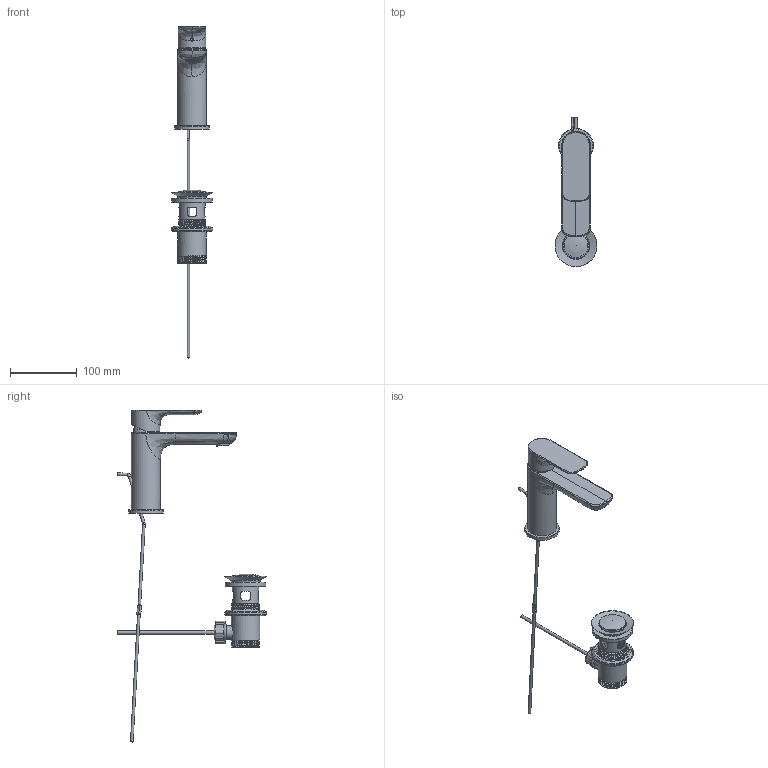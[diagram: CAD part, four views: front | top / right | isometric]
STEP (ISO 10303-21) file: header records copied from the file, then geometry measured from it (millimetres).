
FILE_DESCRIPTION(/* description */ ('Unknown'),/* implementation_level */ '2;1');
FILE_NAME(/* name */ 'TVW104004000 TVW104003000',/* time_stamp */ '2024-05-14T10:16:30+02:00',/* author */ ('Unknown'),/* organization */ ('Unknown'),/* preprocessor_version */ 'ST-DEVELOPER v16.7',/* originating_system */ 'Solid Edge',/* authorisation */ 'Unknown');
FILE_SCHEMA (('AUTOMOTIVE_DESIGN {1 0 10303 214 3 1 1}'));
Length unit declared in the file: millimetre
Products named in the file (17): 639900_2; 639999_1; 639895_1_oa_0; 639894_B; 639333_1; 639998_A; 632614_1; 632614-1_1; 632614-2_1; 632614-3_1; 632614-4_1; 632614-5_1; 639270_1; 639288_1; 639288-1_1; 639288-2_1; 639344_3
Assembly tree (16 placements, depth 3):
  639900_2
    639999_1
    639895_1_oa_0
      639894_B
    639333_1
    639998_A
    632614_1
      632614-1_1
      632614-2_1
      632614-3_1
      632614-4_1
      632614-5_1
    639270_1
    639288_1
      639288-1_1
      639288-2_1
    639344_3
Bounding box: 63 x 224.28 x 499.18 mm (x, y, z)
Volume: 350054.5 mm3; surface area: 122614.9 mm2
Topology: 13 solids, 15 shells, 1459 faces, 3728 edges, 2412 vertices
Faces by surface type: plane 1102, bspline 147, cylinder 112, cone 47, torus 42, sphere 9
Full cylindrical faces by diameter (mm): 3.3 x1, 4 x5, 4.7 x1, 5 x1, 5.1 x2, 18 x2, 20 x1, 21 x1, 23 x2, 24 x1, 24.4 x1, 30 x1, 31 x1, 33.8 x1, 34.9 x1, 37.2 x1, 38.4 x1, 39.8 x1, 40.3 x1, 42 x1, 42.1 x1, 43 x5, 43.4 x1, 44 x1, 46.6 x1, 52 x1, 54 x1, 60 x1, 61 x1, 63 x2
Entity records: 49630 total; most frequent: CARTESIAN_POINT 14797, ORIENTED_EDGE 7118, DIRECTION 6232, EDGE_CURVE 3559, LINE 2736, VECTOR 2736, VERTEX_POINT 2367, AXIS2_PLACEMENT_3D 1748
